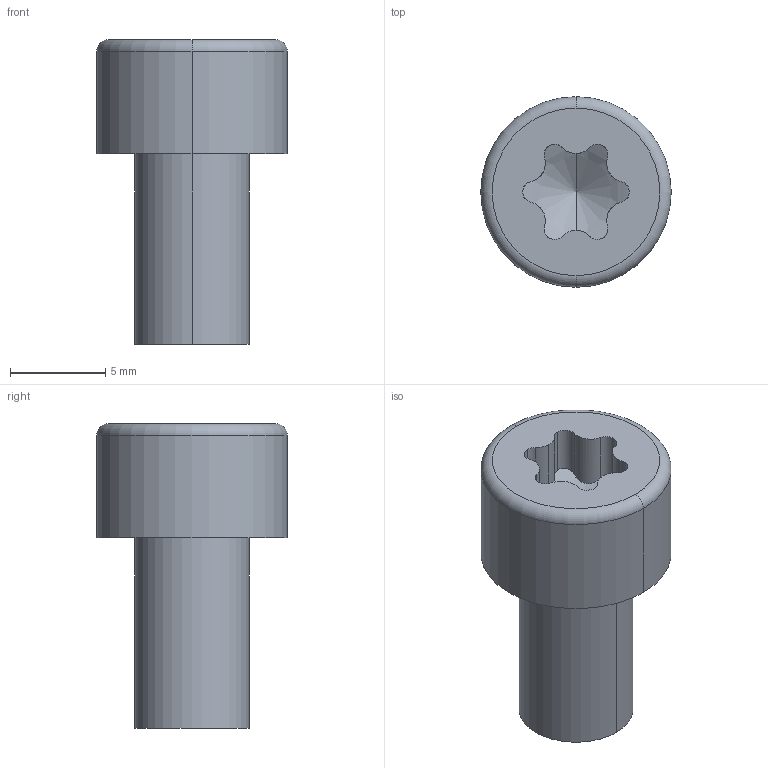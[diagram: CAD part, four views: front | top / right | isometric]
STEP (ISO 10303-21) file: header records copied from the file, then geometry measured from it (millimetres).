
FILE_DESCRIPTION(('STEP AP214'),'1');
FILE_NAME('cctmp_A0A88C16-F881-40CC-A0F7-E3F488A2607C_2023_03_29_09_45_41_0089..stp','2023-03-29T07:45:41',('SIEMENS A&D'),('CADClick - www.CADClick.com'),'Spatial InterOp 3D postprocessed',' ','unknown authorization');
FILE_SCHEMA(('AUTOMOTIVE_DESIGN'));
Length unit declared in the file: millimetre
Products named in the file (1): 2023_03_29_09_45_41_0083
Bounding box: 10 x 10 x 16 mm (x, y, z)
Volume: 696 mm3; surface area: 577.7 mm2
Topology: 1 solids, 1 shells, 29 faces, 77 edges, 50 vertices
Faces by surface type: cylinder 22, plane 3, torus 2, cone 2
Entity records: 1397 total; most frequent: CARTESIAN_POINT 569, DIRECTION 150, ORIENTED_EDGE 150, EDGE_CURVE 75, AXIS2_PLACEMENT_3D 63, VERTEX_POINT 50, CIRCLE 33, EDGE_LOOP 31
